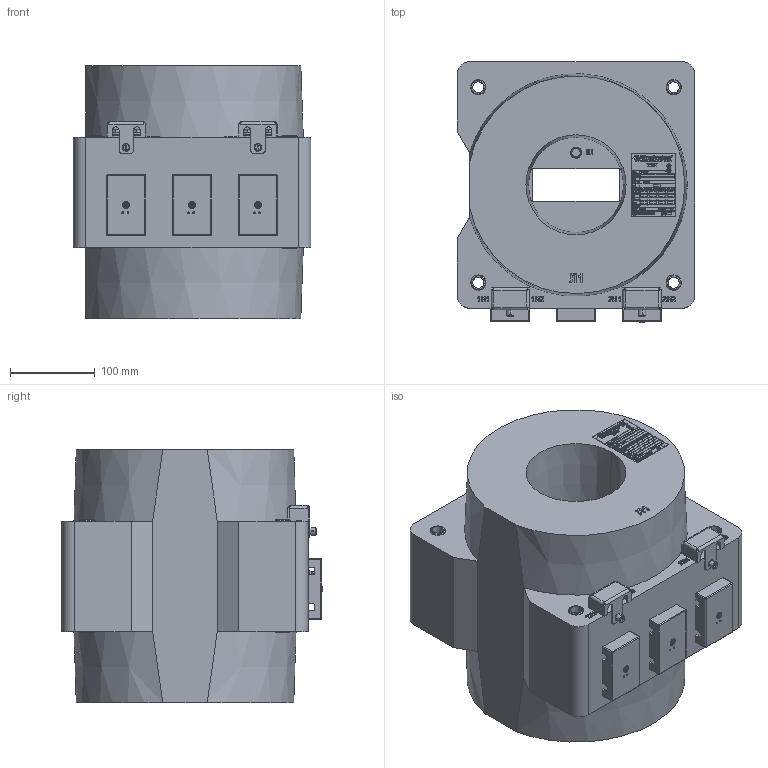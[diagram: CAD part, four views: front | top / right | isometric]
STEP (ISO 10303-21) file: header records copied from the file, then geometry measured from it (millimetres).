
FILE_DESCRIPTION (( 'STEP AP214' ), '1' );
FILE_NAME ('ﾒﾋﾊ-ﾑﾒ-10-ﾒﾘﾋﾏ3.STEP', '2023-06-09T09:13:43', ( '' ), ( '' ), 'SwSTEP 2.0', 'SolidWorks 2014', '' );
FILE_SCHEMA (( 'AUTOMOTIVE_DESIGN' ));
Length unit declared in the file: millimetre
Products named in the file (81): ﾏﾔ8.906.037 粨炅 ﾌ4; ÂÅÈÓ.735314.016 Êðûøêà çàùèòíàÿ; 令腧 󊬱2.58.019 梦岩 7798-70 (DIN933); 屡扔.758472.014; ﾘ琺矜 6.65ﾃ.019 ﾃﾎﾑﾒ 6402-70 (DIN127B); ÂÅÈÓ.758472.007-01 Ãàéêà; ÂÅÈÓ.323293.013 Êðûøêà çàùèòíàÿ; 屡扔.671235.312-01-01蚜_-26; ﾘ琺矜 6.016 ﾃﾎﾑﾒ11371-78 (DIN125A); ÂÅÈÓ.758472.015 Ãàéêà; 屡扔.713174.003 买箅赅_-04; 屡扔.758181.002 妈眚 镫铎徼痤忸黜; 扻豵鵨 眧冾-10  3_5漼 恣洫漅蝑諰; ÂÅÈÓ.754312.182À Òàáëè÷êà òåõíè÷åñêèõ äàííûõ ÒËÊ-ÑÒ_; 扻豵鵨 眧冾-10  3; ﾒﾋﾊ-ﾑﾒ-10-ﾒﾘﾋﾏ3; ÂÅÈÓ.754312.182À Òàáëè÷êà òåõíè÷åñêèõ äàííûõ ÒËÊ-ÑÒ__-00; 屡扔.713174.003 买箅赅; ﾏ瑕褪 ﾌ6; ÂÅÈÓ.323293.013 Êðûøêà çàùèòíàÿ_-02
Assembly tree (47 placements, depth 3):
  ﾏﾔ8.906.037 粨炅 ﾌ4
  令腧 󊬱2.58.019 梦岩 7798-70 (DIN933)
  屡扔.758472.014
  ﾏﾔ8.906.037 粨炅 ﾌ4
  ﾘ琺矜 6.65ﾃ.019 ﾃﾎﾑﾒ 6402-70 (DIN127B)
Bounding box: 280 x 306.5 x 298.8 mm (x, y, z)
Volume: 16916320.4 mm3; surface area: 699662 mm2
Topology: 65 solids, 65 shells, 4709 faces, 12118 edges, 7849 vertices
Faces by surface type: plane 2718, bspline 1040, cylinder 580, cone 307, torus 40, sphere 24
Entity records: 191292 total; most frequent: CARTESIAN_POINT 80368, ORIENTED_EDGE 18544, DIRECTION 12755, EDGE_CURVE 9272, VECTOR 6727, LINE 6727, VERTEX_POINT 6141, EDGE_LOOP 3881
